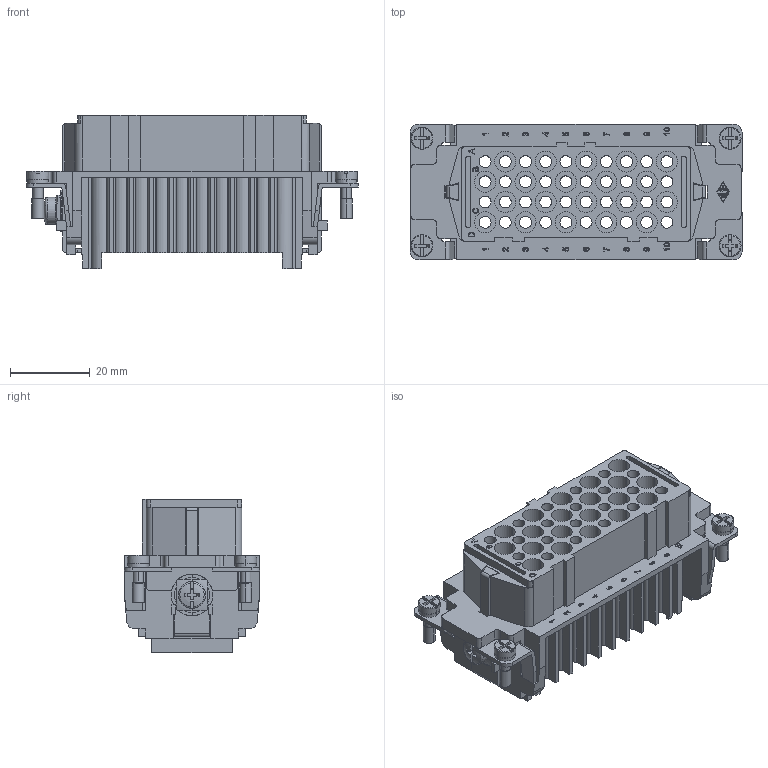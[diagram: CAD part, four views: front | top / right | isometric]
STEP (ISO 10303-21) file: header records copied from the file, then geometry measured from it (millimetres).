
FILE_DESCRIPTION(('Creo Elements/Direct Modeling STEP Export'),'2;1');
FILE_NAME('0ln7uvk46bk4pem4616','2016-12-23T 8:19:11',(''),(''),'PTC Creo Elements/Direct Modeling STEP processor for AP214 (Solid Model)','PTC Creo Elements/Direct Modeling 19.0E 27-Jun-2016 (C) Parametric Technology GmbH','');
FILE_SCHEMA(('AUTOMOTIVE_DESIGN { 1 0 10303 214 1 1 1 1 }'));
Products named in the file (1): RDF_40
Bounding box: 83.5 x 34 x 38.51 mm (x, y, z)
Volume: 36200.1 mm3; surface area: 35895.1 mm2
Topology: 1 solids, 5 shells, 1683 faces, 4616 edges, 3074 vertices
Faces by surface type: plane 819, bspline 420, cylinder 410, torus 18, cone 16
Entity records: 69172 total; most frequent: CARTESIAN_POINT 15929, ORIENTED_EDGE 9216, DIRECTION 6583, EDGE_CURVE 4608, VERTEX_POINT 3074, VECTOR 2763, LINE 2763, EDGE_LOOP 1938
